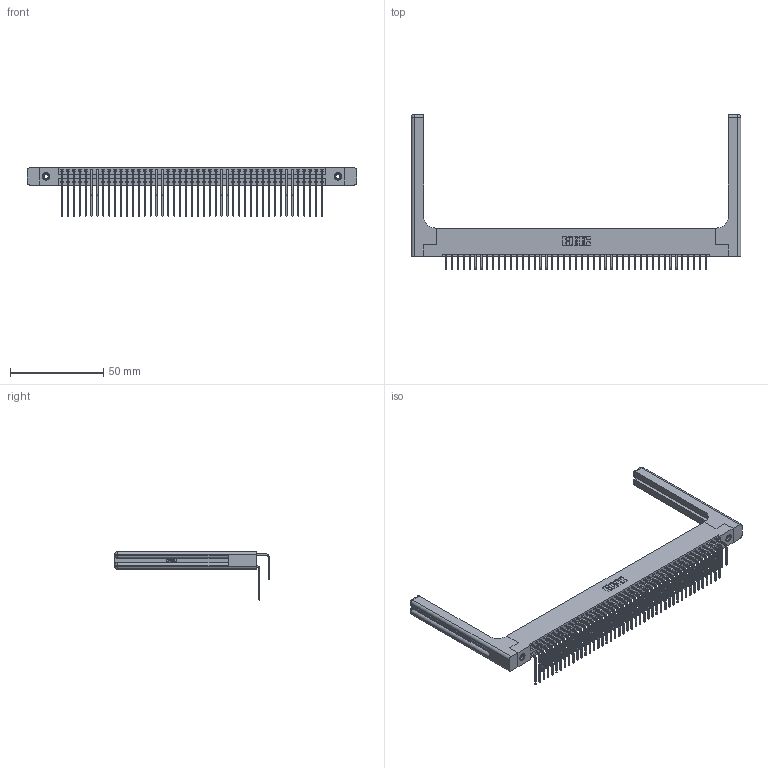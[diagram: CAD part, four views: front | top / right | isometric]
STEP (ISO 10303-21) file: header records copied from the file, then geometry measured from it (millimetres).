
FILE_DESCRIPTION (( 'STEP AP203' ), '1' );
FILE_NAME ('346-090-558-258.STEP', '2022-05-26T05:05:29', ( '' ), ( '' ), 'SwSTEP 2.0', 'SolidWorks 2020', '' );
FILE_SCHEMA (( 'CONFIG_CONTROL_DESIGN' ));
Length unit declared in the file: inch
Products named in the file (6): 346-220-058_345-220-058; 345-292-001_558 Tail - 2; 346 Part_Flush Mounting Lugs - 0.156 Dia-TH; 345-250-001_345-250-001-102; 346-090-558-258; 345-292-001_558 559 Tail - 1
Assembly tree (95 placements, depth 2):
  346-090-558-258
    346 Part_Flush Mounting Lugs - 0.156 Dia-TH
    345-292-001_558 559 Tail - 1  x45
    345-292-001_558 Tail - 2  x45
    345-250-001_345-250-001-102  x2
    346-220-058_345-220-058  x2
Bounding box: 176.94 x 83.12 x 26.16 mm (x, y, z)
Volume: 25272.1 mm3; surface area: 31982.1 mm2
Topology: 95 solids, 95 shells, 5252 faces, 15521 edges, 10206 vertices
Faces by surface type: plane 3568, cylinder 1624, bspline 36, cone 12, sphere 8, torus 4
Entity records: 36346 total; most frequent: CARTESIAN_POINT 7050, ORIENTED_EDGE 5728, DIRECTION 5168, EDGE_CURVE 2864, VECTOR 2420, LINE 2420, VERTEX_POINT 1898, AXIS2_PLACEMENT_3D 1374
